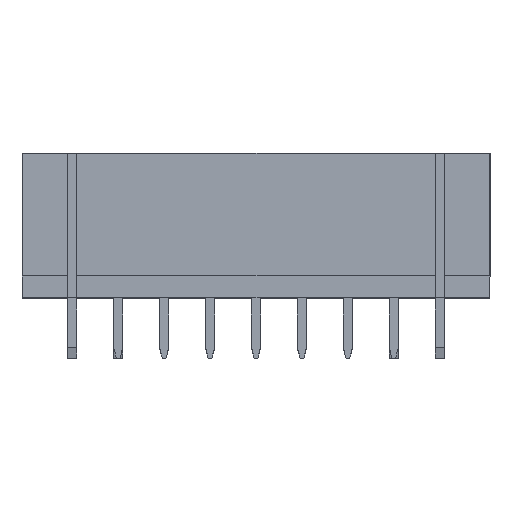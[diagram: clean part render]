
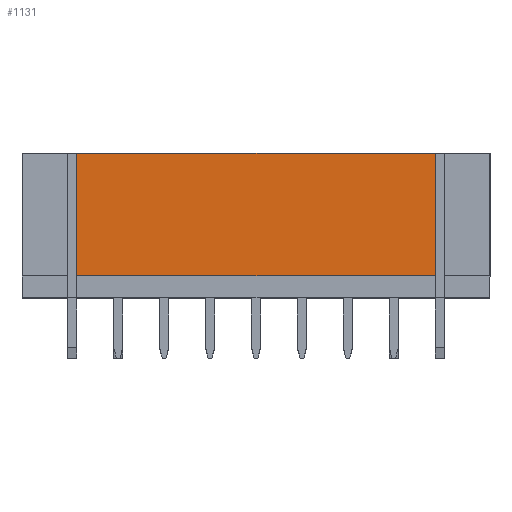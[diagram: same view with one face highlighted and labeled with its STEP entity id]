
A CAD part, top view. The second image highlights one B-rep face of the part: STEP entity #1131.
In plain terms, the highlighted planar face has unit normal (0, 0, 1).
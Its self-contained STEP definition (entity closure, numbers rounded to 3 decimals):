
#1131=ADVANCED_FACE('',(#2935),#2936,.F.);
#2935=FACE_OUTER_BOUND('',#5276,.T.);
#2936=PLANE('',#5277);
#5276=EDGE_LOOP('',(#11789,#11790,#11791,#11792));
#5277=AXIS2_PLACEMENT_3D('',#11793,#11794,#11795);
#11789=ORIENTED_EDGE('',*,*,#18249,.F.);
#11790=ORIENTED_EDGE('',*,*,#18250,.F.);
#11791=ORIENTED_EDGE('',*,*,#18251,.T.);
#11792=ORIENTED_EDGE('',*,*,#18011,.F.);
#11793=CARTESIAN_POINT('',(12.94,8.0,12.94));
#11794=DIRECTION('',(0.,0.0,-1.0));
#11795=DIRECTION('',(-1.0,0.0,0.));
#18011=EDGE_CURVE('',#22544,#22546,#22547,.T.);
#18249=EDGE_CURVE('',#23015,#22544,#23016,.T.);
#18250=EDGE_CURVE('',#23017,#23015,#23018,.T.);
#18251=EDGE_CURVE('',#23017,#22546,#23019,.T.);
#22544=VERTEX_POINT('',#29265);
#22546=VERTEX_POINT('',#29268);
#22547=LINE('',#29269,#29270);
#23015=VERTEX_POINT('',#29975);
#23016=LINE('',#29976,#29977);
#23017=VERTEX_POINT('',#29978);
#23018=LINE('',#29979,#29980);
#23019=LINE('',#29981,#29982);
#29265=CARTESIAN_POINT('',(-9.91,8.0,12.94));
#29268=CARTESIAN_POINT('',(9.91,8.0,12.94));
#29269=CARTESIAN_POINT('',(12.94,8.0,12.94));
#29270=VECTOR('',#35427,1000.0);
#29975=CARTESIAN_POINT('',(-9.91,1.2,12.94));
#29976=CARTESIAN_POINT('',(-9.91,0.0,12.94));
#29977=VECTOR('',#35665,1000.0);
#29978=CARTESIAN_POINT('',(9.91,1.2,12.94));
#29979=CARTESIAN_POINT('',(-12.94,1.2,12.94));
#29980=VECTOR('',#35666,1000.0);
#29981=CARTESIAN_POINT('',(9.91,0.,12.94));
#29982=VECTOR('',#35667,1000.0);
#35427=DIRECTION('',(1.0,-0.0,0.));
#35665=DIRECTION('',(0.,1.0,0.0));
#35666=DIRECTION('',(-1.0,-0.0,-0.0));
#35667=DIRECTION('',(0.0,1.0,0.0));
